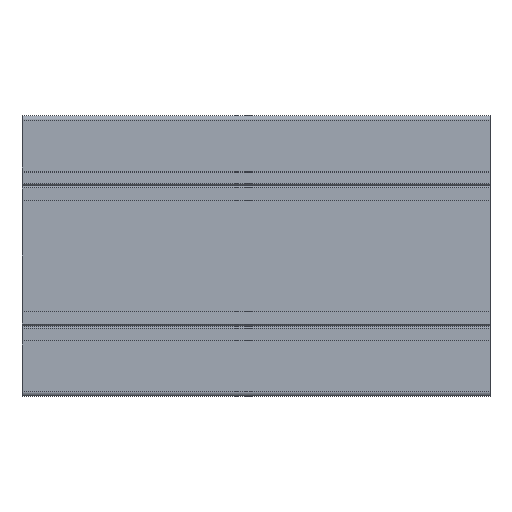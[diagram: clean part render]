
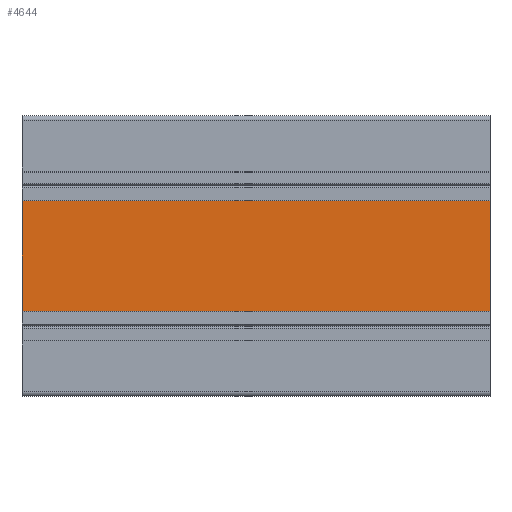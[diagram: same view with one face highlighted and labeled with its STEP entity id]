
A CAD part, front view. The second image highlights one B-rep face of the part: STEP entity #4644.
In plain terms, the highlighted planar face has unit normal (0, -1, 0).
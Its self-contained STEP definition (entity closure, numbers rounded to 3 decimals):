
#427 = VERTEX_POINT ( 'NONE', #2520 ) ;
#521 = ORIENTED_EDGE ( 'NONE', *, *, #4580, .T. ) ;
#522 = ORIENTED_EDGE ( 'NONE', *, *, #4574, .F. ) ;
#523 = ORIENTED_EDGE ( 'NONE', *, *, #4603, .F. ) ;
#524 = ORIENTED_EDGE ( 'NONE', *, *, #4562, .T. ) ;
#649 = EDGE_LOOP ( 'NONE', ( #521, #522, #523, #524 ) ) ;
#1846 = LINE ( 'NONE', #1879, #2730 ) ;
#1879 = CARTESIAN_POINT ( 'NONE',  ( 100., -15., 26.85 ) ) ;
#1880 = DIRECTION ( 'NONE',  ( 0., 0., -1. ) ) ;
#2013 = CARTESIAN_POINT ( 'NONE',  ( 100., -15., 26.85 ) ) ;
#2021 = FACE_OUTER_BOUND ( 'NONE', #649, .T. ) ;
#2022 = PLANE ( 'NONE',  #2775 ) ;
#2024 = DIRECTION ( 'NONE',  ( 0., 1., 0. ) ) ;
#2025 = DIRECTION ( 'NONE',  ( 0., 0., 1. ) ) ;
#2520 = CARTESIAN_POINT ( 'NONE',  ( 100., -15., 3.15 ) ) ;
#2580 = CARTESIAN_POINT ( 'NONE',  ( 0., -15., 26.85 ) ) ;
#2730 = VECTOR ( 'NONE', #1880, 1000. ) ;
#2775 = AXIS2_PLACEMENT_3D ( 'NONE', #2013, #2024, #2025 ) ;
#3028 = VECTOR ( 'NONE', #3586, 1000. ) ;
#3076 = VECTOR ( 'NONE', #3621, 1000. ) ;
#3080 = VECTOR ( 'NONE', #3638, 1000. ) ;
#3459 = CARTESIAN_POINT ( 'NONE',  ( 0., -15., 3.15 ) ) ;
#3513 = CARTESIAN_POINT ( 'NONE',  ( 100., -15., 26.85 ) ) ;
#3584 = LINE ( 'NONE', #3585, #3028 ) ;
#3585 = CARTESIAN_POINT ( 'NONE',  ( 100., -15., 26.85 ) ) ;
#3586 = DIRECTION ( 'NONE',  ( -1., 0., 0. ) ) ;
#3611 = CARTESIAN_POINT ( 'NONE',  ( 100., -15., 3.15 ) ) ;
#3616 = LINE ( 'NONE', #3611, #3076 ) ;
#3620 = LINE ( 'NONE', #3637, #3080 ) ;
#3621 = DIRECTION ( 'NONE',  ( -1., 0., 0. ) ) ;
#3637 = CARTESIAN_POINT ( 'NONE',  ( 0., -15., 26.85 ) ) ;
#3638 = DIRECTION ( 'NONE',  ( 0., 0., -1. ) ) ;
#3911 = VERTEX_POINT ( 'NONE', #2580 ) ;
#4316 = VERTEX_POINT ( 'NONE', #3459 ) ;
#4370 = VERTEX_POINT ( 'NONE', #3513 ) ;
#4562 = EDGE_CURVE ( 'NONE', #4370, #3911, #3584, .T. ) ;
#4574 = EDGE_CURVE ( 'NONE', #427, #4316, #3616, .T. ) ;
#4580 = EDGE_CURVE ( 'NONE', #3911, #4316, #3620, .T. ) ;
#4603 = EDGE_CURVE ( 'NONE', #4370, #427, #1846, .T. ) ;
#4644 = ADVANCED_FACE ( 'NONE', ( #2021 ), #2022, .F. ) ;
